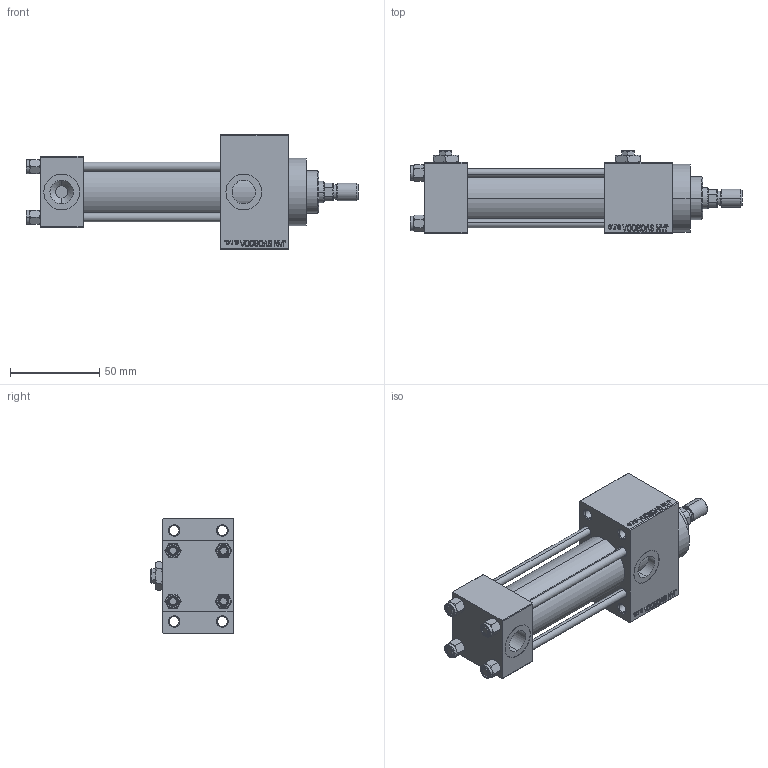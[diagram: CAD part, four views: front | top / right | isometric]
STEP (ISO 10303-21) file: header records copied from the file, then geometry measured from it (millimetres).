
FILE_DESCRIPTION (( 'STEP AP203' ), '1' );
FILE_NAME ('6300.STEP', '2022-04-14T22:43:47', ( '' ), ( '' ), 'SwSTEP 2.0', 'SolidWorks 2019', '' );
FILE_SCHEMA (( 'CONFIG_CONTROL_DESIGN' ));
Length unit declared in the file: millimetre
Products named in the file (8): 6300; ROD_END_AH e6b0d75f29fcb33e69a92b539907cf6a; V215_VC_A e6b0d75f29fcb33e69a92b539907cf6a; V215CR_D_Body e6b0d75f29fcb33e69a92b539907cf6a; V215CR_D_TYCINKA e6b0d75f29fcb33e69a92b539907cf6a; Zatka_pro_OIL_PORT e6b0d75f29fcb33e69a92b539907cf6a; NUT_M5_D e6b0d75f29fcb33e69a92b539907cf6a; V215CR_VCP_D e6b0d75f29fcb33e69a92b539907cf6a
Assembly tree (14 placements, depth 2):
  6300
    V215CR_D_Body e6b0d75f29fcb33e69a92b539907cf6a
    V215CR_VCP_D e6b0d75f29fcb33e69a92b539907cf6a
    NUT_M5_D e6b0d75f29fcb33e69a92b539907cf6a  x4
    V215CR_D_TYCINKA e6b0d75f29fcb33e69a92b539907cf6a  x4
    V215_VC_A e6b0d75f29fcb33e69a92b539907cf6a
    ROD_END_AH e6b0d75f29fcb33e69a92b539907cf6a
    Zatka_pro_OIL_PORT e6b0d75f29fcb33e69a92b539907cf6a  x2
Bounding box: 186 x 47 x 64 mm (x, y, z)
Volume: 188752 mm3; surface area: 72217.6 mm2
Topology: 14 solids, 14 shells, 1224 faces, 3006 edges, 1929 vertices
Faces by surface type: plane 548, bspline 368, cone 190, cylinder 108, torus 10
Entity records: 49710 total; most frequent: CARTESIAN_POINT 25715, ORIENTED_EDGE 5312, DIRECTION 3538, EDGE_CURVE 2656, VERTEX_POINT 1727, VECTOR 1558, LINE 1558, EDGE_LOOP 1203
